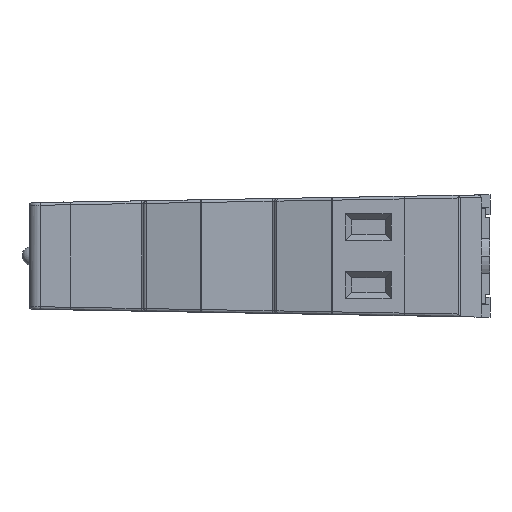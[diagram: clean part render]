
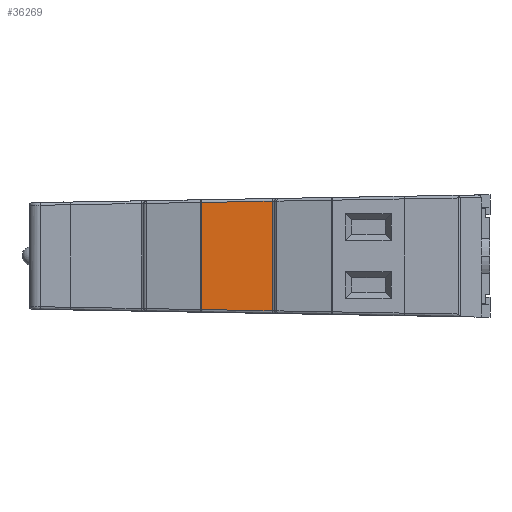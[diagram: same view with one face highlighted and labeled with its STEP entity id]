
A CAD part, left-side view. The second image highlights one B-rep face of the part: STEP entity #36269.
In plain terms, the highlighted planar face has unit normal (-1, 0, 0).
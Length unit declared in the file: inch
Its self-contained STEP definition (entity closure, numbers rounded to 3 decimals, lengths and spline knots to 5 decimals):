
#121 = EDGE_CURVE ( 'NONE', #40211, #44483, #39816, .T. ) ;
#718 = ORIENTED_EDGE ( 'NONE', *, *, #121, .T. ) ;
#751 = EDGE_CURVE ( 'NONE', #34749, #40211, #43977, .T. ) ;
#1333 = EDGE_CURVE ( 'NONE', #3145, #34749, #19423, .T. ) ;
#3145 = VERTEX_POINT ( 'NONE', #38011 ) ;
#3680 = DIRECTION ( 'NONE',  ( 0., -1., -0.017 ) ) ;
#4352 = CARTESIAN_POINT ( 'NONE',  ( -1.32, 1.218, -0.30624 ) ) ;
#5571 = FACE_OUTER_BOUND ( 'NONE', #41113, .T. ) ;
#6120 = LINE ( 'NONE', #22379, #37400 ) ;
#7758 = CARTESIAN_POINT ( 'NONE',  ( -1.32, 2.13175, 0.29029 ) ) ;
#9763 = VECTOR ( 'NONE', #35191, 39.37008 ) ;
#10158 = CARTESIAN_POINT ( 'NONE',  ( -1.32, 1.218, 0.3215 ) ) ;
#11670 = ORIENTED_EDGE ( 'NONE', *, *, #17869, .T. ) ;
#16624 = CARTESIAN_POINT ( 'NONE',  ( -1.32, 2.10421, -1.2875 ) ) ;
#16987 = AXIS2_PLACEMENT_3D ( 'NONE', #16624, #43993, #20544 ) ;
#17869 = EDGE_CURVE ( 'NONE', #44483, #3145, #6120, .T. ) ;
#18366 = CARTESIAN_POINT ( 'NONE',  ( -1.32, 1.218, 0.30624 ) ) ;
#19258 = CARTESIAN_POINT ( 'NONE',  ( -1.32, 2.08682, -0.29107 ) ) ;
#19423 = LINE ( 'NONE', #19258, #28628 ) ;
#20382 = PLANE ( 'NONE',  #16987 ) ;
#20544 = DIRECTION ( 'NONE',  ( 0., 0., -1. ) ) ;
#22225 = DIRECTION ( 'NONE',  ( 0., 0., -1. ) ) ;
#22379 = CARTESIAN_POINT ( 'NONE',  ( -1.32, 1.61369, -0.31431 ) ) ;
#28628 = VECTOR ( 'NONE', #3680, 39.37008 ) ;
#33571 = VECTOR ( 'NONE', #37589, 39.37008 ) ;
#34749 = VERTEX_POINT ( 'NONE', #4352 ) ;
#35191 = DIRECTION ( 'NONE',  ( 0., 1., -0.017 ) ) ;
#35665 = ORIENTED_EDGE ( 'NONE', *, *, #1333, .T. ) ;
#36269 = ADVANCED_FACE ( 'NONE', ( #5571 ), #20382, .F. ) ;
#37400 = VECTOR ( 'NONE', #22225, 39.37008 ) ;
#37589 = DIRECTION ( 'NONE',  ( 0., 0., 1. ) ) ;
#38011 = CARTESIAN_POINT ( 'NONE',  ( -1.32, 1.61369, -0.29933 ) ) ;
#39816 = LINE ( 'NONE', #7758, #9763 ) ;
#40211 = VERTEX_POINT ( 'NONE', #18366 ) ;
#40332 = ORIENTED_EDGE ( 'NONE', *, *, #751, .T. ) ;
#41113 = EDGE_LOOP ( 'NONE', ( #35665, #40332, #718, #11670 ) ) ;
#43977 = LINE ( 'NONE', #10158, #33571 ) ;
#43993 = DIRECTION ( 'NONE',  ( 1., 0., 0. ) ) ;
#44483 = VERTEX_POINT ( 'NONE', #49742 ) ;
#49742 = CARTESIAN_POINT ( 'NONE',  ( -1.32, 1.61369, 0.29933 ) ) ;
